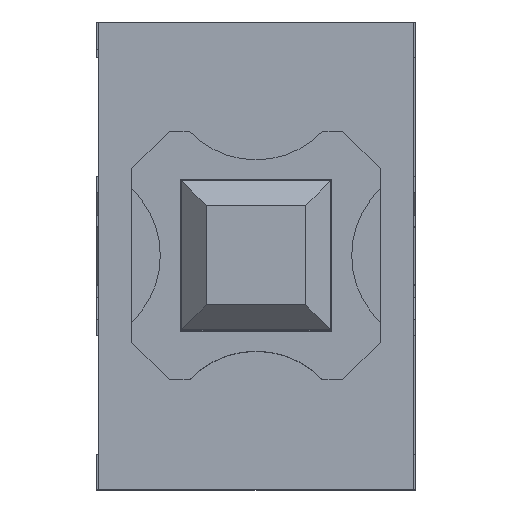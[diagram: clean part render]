
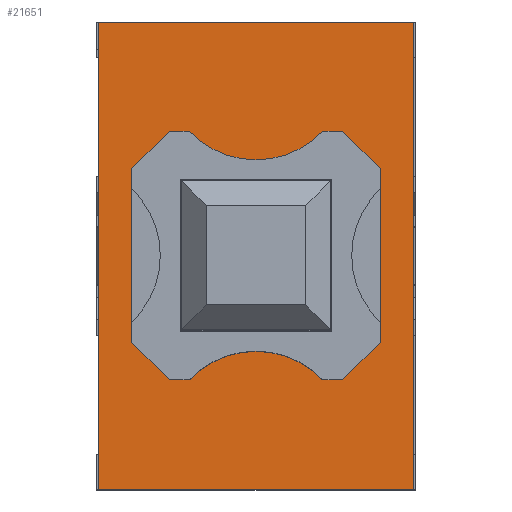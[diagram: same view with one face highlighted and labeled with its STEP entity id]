
A CAD part, top view. The second image highlights one B-rep face of the part: STEP entity #21651.
In plain terms, the highlighted planar face has unit normal (0, 0, 1).
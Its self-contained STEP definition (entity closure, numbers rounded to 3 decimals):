
#927=FACE_BOUND('',#3346,.T.);
#1025=CIRCLE('',#22738,3.71);
#1026=CIRCLE('',#22740,3.71);
#2125=FACE_OUTER_BOUND('',#3345,.T.);
#3345=EDGE_LOOP('',(#19126,#19127,#19128,#19129));
#3346=EDGE_LOOP('',(#19130,#19131,#19132,#19133,#19134,#19135,#19136,#19137,
#19138,#19139,#19140,#19141));
#4301=LINE('',#29226,#6765);
#4962=LINE('',#33924,#7426);
#5656=LINE('',#37534,#8120);
#5658=LINE('',#37538,#8122);
#5661=LINE('',#37543,#8125);
#5665=LINE('',#37552,#8129);
#5667=LINE('',#37555,#8131);
#5669=LINE('',#37559,#8133);
#5671=LINE('',#37563,#8135);
#5672=LINE('',#37565,#8136);
#5674=LINE('',#37569,#8138);
#5675=LINE('',#37571,#8139);
#5676=LINE('',#37573,#8140);
#5677=LINE('',#37574,#8141);
#6765=VECTOR('',#24461,10.);
#7426=VECTOR('',#25494,10.);
#8120=VECTOR('',#26774,10.);
#8122=VECTOR('',#26778,10.);
#8125=VECTOR('',#26783,10.);
#8129=VECTOR('',#26793,10.);
#8131=VECTOR('',#26797,10.);
#8133=VECTOR('',#26801,10.);
#8135=VECTOR('',#26805,10.);
#8136=VECTOR('',#26808,10.);
#8138=VECTOR('',#26812,10.);
#8139=VECTOR('',#26815,10.);
#8140=VECTOR('',#26818,10.);
#8141=VECTOR('',#26819,10.);
#8995=VERTEX_POINT('',#29223);
#8996=VERTEX_POINT('',#29225);
#9764=VERTEX_POINT('',#33921);
#9765=VERTEX_POINT('',#33923);
#10277=VERTEX_POINT('',#37521);
#10278=VERTEX_POINT('',#37522);
#10279=VERTEX_POINT('',#37527);
#10280=VERTEX_POINT('',#37528);
#10281=VERTEX_POINT('',#37533);
#10282=VERTEX_POINT('',#37537);
#10283=VERTEX_POINT('',#37541);
#10284=VERTEX_POINT('',#37549);
#10285=VERTEX_POINT('',#37551);
#10286=VERTEX_POINT('',#37557);
#10287=VERTEX_POINT('',#37561);
#10288=VERTEX_POINT('',#37567);
#11356=EDGE_CURVE('',#8995,#8996,#4301,.T.);
#12386=EDGE_CURVE('',#9764,#9765,#4962,.T.);
#13263=EDGE_CURVE('',#10277,#10278,#1025,.T.);
#13266=EDGE_CURVE('',#10279,#10280,#1026,.T.);
#13269=EDGE_CURVE('',#10281,#10278,#5656,.T.);
#13271=EDGE_CURVE('',#10282,#10280,#5658,.T.);
#13274=EDGE_CURVE('',#10279,#10283,#5661,.T.);
#13278=EDGE_CURVE('',#10285,#10284,#5665,.T.);
#13280=EDGE_CURVE('',#10284,#10282,#5667,.T.);
#13282=EDGE_CURVE('',#10283,#10286,#5669,.T.);
#13284=EDGE_CURVE('',#10286,#10287,#5671,.T.);
#13285=EDGE_CURVE('',#10287,#10281,#5672,.T.);
#13287=EDGE_CURVE('',#10277,#10288,#5674,.T.);
#13288=EDGE_CURVE('',#10288,#10285,#5675,.T.);
#13289=EDGE_CURVE('',#9765,#8995,#5676,.T.);
#13290=EDGE_CURVE('',#8996,#9764,#5677,.T.);
#19126=ORIENTED_EDGE('',*,*,#13289,.F.);
#19127=ORIENTED_EDGE('',*,*,#12386,.F.);
#19128=ORIENTED_EDGE('',*,*,#13290,.F.);
#19129=ORIENTED_EDGE('',*,*,#11356,.F.);
#19130=ORIENTED_EDGE('',*,*,#13278,.T.);
#19131=ORIENTED_EDGE('',*,*,#13280,.T.);
#19132=ORIENTED_EDGE('',*,*,#13271,.T.);
#19133=ORIENTED_EDGE('',*,*,#13266,.F.);
#19134=ORIENTED_EDGE('',*,*,#13274,.T.);
#19135=ORIENTED_EDGE('',*,*,#13282,.T.);
#19136=ORIENTED_EDGE('',*,*,#13284,.T.);
#19137=ORIENTED_EDGE('',*,*,#13285,.T.);
#19138=ORIENTED_EDGE('',*,*,#13269,.T.);
#19139=ORIENTED_EDGE('',*,*,#13263,.F.);
#19140=ORIENTED_EDGE('',*,*,#13287,.T.);
#19141=ORIENTED_EDGE('',*,*,#13288,.T.);
#20534=PLANE('',#22753);
#21651=ADVANCED_FACE('',(#2125,#927),#20534,.T.);
#22738=AXIS2_PLACEMENT_3D('',#37523,#26762,#26763);
#22740=AXIS2_PLACEMENT_3D('',#37529,#26768,#26769);
#22753=AXIS2_PLACEMENT_3D('',#37572,#26816,#26817);
#24461=DIRECTION('',(-1.,0.,0.));
#25494=DIRECTION('',(1.,0.,0.));
#26762=DIRECTION('center_axis',(0.,0.,-1.));
#26763=DIRECTION('ref_axis',(0.69,-0.724,0.));
#26768=DIRECTION('center_axis',(0.,0.,-1.));
#26769=DIRECTION('ref_axis',(0.69,-0.724,0.));
#26774=DIRECTION('',(0.,1.,0.));
#26778=DIRECTION('',(0.,-1.,0.));
#26783=DIRECTION('',(0.,-1.,0.));
#26793=DIRECTION('',(1.,0.,0.));
#26797=DIRECTION('',(0.707,-0.707,0.));
#26801=DIRECTION('',(-0.707,-0.707,0.));
#26805=DIRECTION('',(-1.,0.,0.));
#26808=DIRECTION('',(-0.707,0.707,0.));
#26812=DIRECTION('',(0.,1.,0.));
#26815=DIRECTION('',(0.707,0.707,0.));
#26816=DIRECTION('center_axis',(0.,0.,1.));
#26817=DIRECTION('ref_axis',(1.,0.,0.));
#26818=DIRECTION('',(0.,-1.,0.));
#26819=DIRECTION('',(0.,1.,0.));
#29223=CARTESIAN_POINT('',(9.4,-6.35,10.));
#29225=CARTESIAN_POINT('',(-9.4,-6.35,10.));
#29226=CARTESIAN_POINT('',(9.4,-6.35,10.));
#33921=CARTESIAN_POINT('',(-9.4,6.35,10.));
#33923=CARTESIAN_POINT('',(9.4,6.35,10.));
#33924=CARTESIAN_POINT('',(-9.4,6.35,10.));
#37521=CARTESIAN_POINT('',(-5.,2.685,10.));
#37522=CARTESIAN_POINT('',(-5.,-2.685,10.));
#37523=CARTESIAN_POINT('Origin',(-7.56,0.,10.));
#37527=CARTESIAN_POINT('',(5.,-2.685,10.));
#37528=CARTESIAN_POINT('',(5.,2.685,10.));
#37529=CARTESIAN_POINT('Origin',(7.56,0.,10.));
#37533=CARTESIAN_POINT('',(-5.,-3.485,10.));
#37534=CARTESIAN_POINT('',(-5.,-1.743,10.));
#37537=CARTESIAN_POINT('',(5.,3.485,10.));
#37538=CARTESIAN_POINT('',(5.,1.743,10.));
#37541=CARTESIAN_POINT('',(5.,-3.485,10.));
#37543=CARTESIAN_POINT('',(5.,1.743,10.));
#37549=CARTESIAN_POINT('',(3.485,5.,10.));
#37551=CARTESIAN_POINT('',(-3.485,5.,10.));
#37552=CARTESIAN_POINT('',(-1.743,5.,10.));
#37555=CARTESIAN_POINT('',(3.864,4.621,10.));
#37557=CARTESIAN_POINT('',(3.485,-5.,10.));
#37559=CARTESIAN_POINT('',(4.621,-3.864,10.));
#37561=CARTESIAN_POINT('',(-3.485,-5.,10.));
#37563=CARTESIAN_POINT('',(1.743,-5.,10.));
#37565=CARTESIAN_POINT('',(-3.864,-4.621,10.));
#37567=CARTESIAN_POINT('',(-5.,3.485,10.));
#37569=CARTESIAN_POINT('',(-5.,-1.743,10.));
#37571=CARTESIAN_POINT('',(-4.621,3.864,10.));
#37572=CARTESIAN_POINT('Origin',(0.,0.,10.));
#37573=CARTESIAN_POINT('',(9.4,6.35,10.));
#37574=CARTESIAN_POINT('',(-9.4,-6.35,10.));
